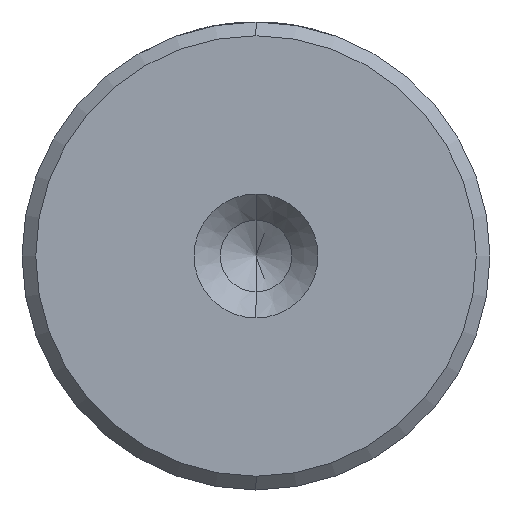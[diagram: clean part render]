
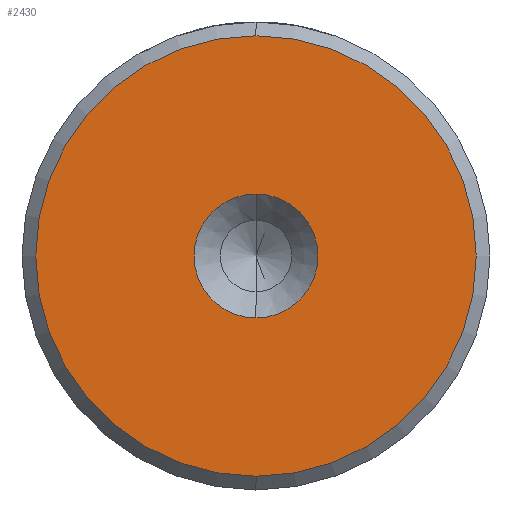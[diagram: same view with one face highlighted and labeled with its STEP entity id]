
A CAD part, left-side view. The second image highlights one B-rep face of the part: STEP entity #2430.
In plain terms, the highlighted planar face has unit normal (-1, 0, 0).
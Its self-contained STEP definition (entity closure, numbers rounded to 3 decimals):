
#8 = VERTEX_POINT ( 'NONE', #523 ) ;
#115 = CARTESIAN_POINT ( 'NONE',  ( 0., 0., -2.25 ) ) ;
#166 = ORIENTED_EDGE ( 'NONE', *, *, #2099, .T. ) ;
#216 = CARTESIAN_POINT ( 'NONE',  ( 0., 0., 0. ) ) ;
#240 = AXIS2_PLACEMENT_3D ( 'NONE', #1364, #995, #2486 ) ;
#366 = CARTESIAN_POINT ( 'NONE',  ( 0., 0., 0. ) ) ;
#435 = DIRECTION ( 'NONE',  ( 0., 0., 1. ) ) ;
#523 = CARTESIAN_POINT ( 'NONE',  ( 0., 0., 8. ) ) ;
#534 = AXIS2_PLACEMENT_3D ( 'NONE', #695, #678, #576 ) ;
#576 = DIRECTION ( 'NONE',  ( 0., 0., 1. ) ) ;
#579 = DIRECTION ( 'NONE',  ( 0., 0., 1. ) ) ;
#586 = EDGE_CURVE ( 'NONE', #8, #1377, #1750, .T. ) ;
#634 = CIRCLE ( 'NONE', #1912, 8. ) ;
#642 = CARTESIAN_POINT ( 'NONE',  ( 0., 0., 2.25 ) ) ;
#678 = DIRECTION ( 'NONE',  ( -1., 0., 0. ) ) ;
#695 = CARTESIAN_POINT ( 'NONE',  ( 0., 0., 0. ) ) ;
#995 = DIRECTION ( 'NONE',  ( -1., 0., 0. ) ) ;
#1171 = CARTESIAN_POINT ( 'NONE',  ( 0., 0., 0. ) ) ;
#1199 = EDGE_CURVE ( 'NONE', #2117, #1643, #2302, .T. ) ;
#1242 = ORIENTED_EDGE ( 'NONE', *, *, #1199, .F. ) ;
#1246 = AXIS2_PLACEMENT_3D ( 'NONE', #216, #1692, #435 ) ;
#1364 = CARTESIAN_POINT ( 'NONE',  ( 0., 0., 0. ) ) ;
#1368 = ORIENTED_EDGE ( 'NONE', *, *, #586, .T. ) ;
#1376 = DIRECTION ( 'NONE',  ( 0., 0., 1. ) ) ;
#1377 = VERTEX_POINT ( 'NONE', #1779 ) ;
#1643 = VERTEX_POINT ( 'NONE', #642 ) ;
#1692 = DIRECTION ( 'NONE',  ( -1., 0., 0. ) ) ;
#1750 = CIRCLE ( 'NONE', #534, 8. ) ;
#1779 = CARTESIAN_POINT ( 'NONE',  ( 0., 0., -8. ) ) ;
#1781 = ORIENTED_EDGE ( 'NONE', *, *, #1830, .F. ) ;
#1830 = EDGE_CURVE ( 'NONE', #1643, #2117, #2116, .T. ) ;
#1848 = DIRECTION ( 'NONE',  ( -1., 0., 0. ) ) ;
#1912 = AXIS2_PLACEMENT_3D ( 'NONE', #1171, #2659, #1376 ) ;
#1983 = AXIS2_PLACEMENT_3D ( 'NONE', #366, #1848, #579 ) ;
#2099 = EDGE_CURVE ( 'NONE', #1377, #8, #634, .T. ) ;
#2116 = CIRCLE ( 'NONE', #1246, 2.25 ) ;
#2117 = VERTEX_POINT ( 'NONE', #115 ) ;
#2119 = EDGE_LOOP ( 'NONE', ( #1781, #1242 ) ) ;
#2281 = PLANE ( 'NONE',  #240 ) ;
#2302 = CIRCLE ( 'NONE', #1983, 2.25 ) ;
#2430 = ADVANCED_FACE ( 'NONE', ( #2578, #2665 ), #2281, .T. ) ;
#2486 = DIRECTION ( 'NONE',  ( 0., 0., 1. ) ) ;
#2578 = FACE_OUTER_BOUND ( 'NONE', #2699, .T. ) ;
#2659 = DIRECTION ( 'NONE',  ( -1., 0., 0. ) ) ;
#2665 = FACE_BOUND ( 'NONE', #2119, .T. ) ;
#2699 = EDGE_LOOP ( 'NONE', ( #166, #1368 ) ) ;
